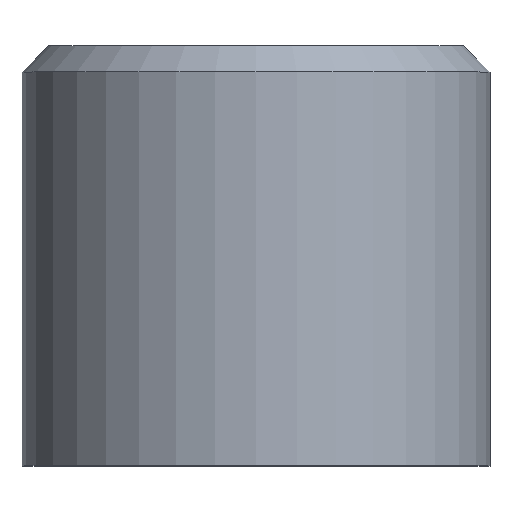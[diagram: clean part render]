
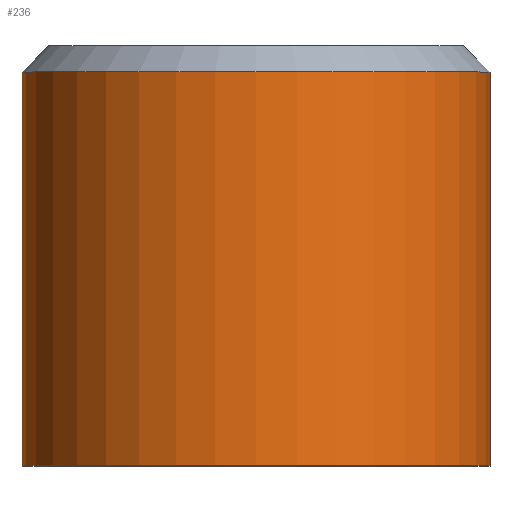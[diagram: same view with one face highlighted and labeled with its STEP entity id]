
A CAD part, top view. The second image highlights one B-rep face of the part: STEP entity #236.
In plain terms, the highlighted cylindrical face has radius 14.161 mm (diameter 28.321 mm), a partial arc.
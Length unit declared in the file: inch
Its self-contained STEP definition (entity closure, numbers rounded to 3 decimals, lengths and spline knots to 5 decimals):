
#17=CYLINDRICAL_SURFACE('',#276,0.5575);
#34=FACE_OUTER_BOUND('',#48,.T.);
#48=EDGE_LOOP('',(#185,#186,#187,#188));
#60=CIRCLE('',#269,0.5575);
#63=CIRCLE('',#277,0.5575);
#77=LINE('',#390,#99);
#80=LINE('',#396,#102);
#99=VECTOR('',#319,0.3937);
#102=VECTOR('',#324,0.3937);
#113=VERTEX_POINT('',#365);
#116=VERTEX_POINT('',#370);
#121=VERTEX_POINT('',#389);
#123=VERTEX_POINT('',#395);
#136=EDGE_CURVE('',#116,#113,#60,.T.);
#145=EDGE_CURVE('',#121,#113,#77,.T.);
#148=EDGE_CURVE('',#123,#116,#80,.T.);
#149=EDGE_CURVE('',#121,#123,#63,.T.);
#185=ORIENTED_EDGE('',*,*,#136,.F.);
#186=ORIENTED_EDGE('',*,*,#148,.F.);
#187=ORIENTED_EDGE('',*,*,#149,.F.);
#188=ORIENTED_EDGE('',*,*,#145,.T.);
#236=ADVANCED_FACE('',(#34),#17,.T.);
#269=AXIS2_PLACEMENT_3D('',#372,#299,#300);
#276=AXIS2_PLACEMENT_3D('',#394,#322,#323);
#277=AXIS2_PLACEMENT_3D('',#397,#325,#326);
#299=DIRECTION('center_axis',(0.,1.,0.));
#300=DIRECTION('ref_axis',(-1.,0.,0.));
#319=DIRECTION('',(0.,1.,0.));
#322=DIRECTION('center_axis',(0.,1.,0.));
#323=DIRECTION('ref_axis',(-1.,0.,0.));
#324=DIRECTION('',(0.,1.,0.));
#325=DIRECTION('center_axis',(0.,-1.,0.));
#326=DIRECTION('ref_axis',(-1.,0.,0.));
#365=CARTESIAN_POINT('',(0.5575,0.4375,0.3125));
#370=CARTESIAN_POINT('',(-0.5575,0.4375,0.3125));
#372=CARTESIAN_POINT('Origin',(0.,0.4375,0.3125));
#389=CARTESIAN_POINT('',(0.5575,-0.5,0.3125));
#390=CARTESIAN_POINT('',(0.5575,0.,0.3125));
#394=CARTESIAN_POINT('Origin',(0.,0.,0.3125));
#395=CARTESIAN_POINT('',(-0.5575,-0.5,0.3125));
#396=CARTESIAN_POINT('',(-0.5575,0.,0.3125));
#397=CARTESIAN_POINT('Origin',(0.,-0.5,0.3125));
